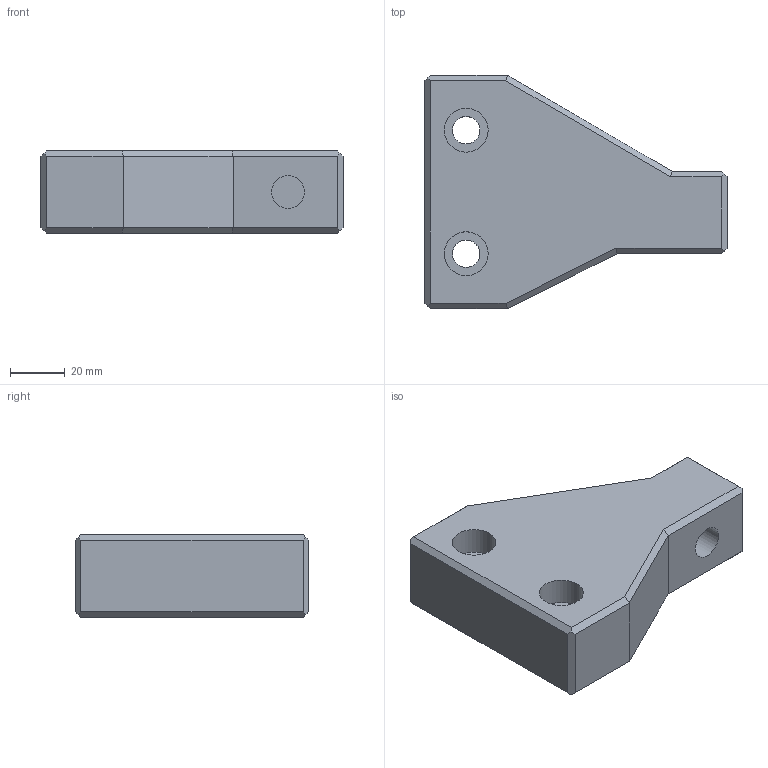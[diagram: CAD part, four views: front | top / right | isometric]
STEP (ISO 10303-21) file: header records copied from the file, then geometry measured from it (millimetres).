
FILE_DESCRIPTION(('FreeCAD Model'),'2;1');
FILE_NAME( 'supportrightStep.step', '2020-02-12T10:57:23',('Author'),(''), 'Open CASCADE STEP processor 7.3','FreeCAD','Unknown');
FILE_SCHEMA(('AUTOMOTIVE_DESIGN { 1 0 10303 214 1 1 1 1 }'));
Length unit declared in the file: millimetre
Products named in the file (1): Chamfer003
Bounding box: 110 x 85 x 30 mm (x, y, z)
Volume: 180421 mm3; surface area: 25201.2 mm2
Topology: 1 solids, 1 shells, 38 faces, 91 edges, 58 vertices
Faces by surface type: plane 33, cylinder 5
Full cylindrical faces by diameter (mm): 10 x2, 12 x1, 16 x2
Entity records: 2296 total; most frequent: CARTESIAN_POINT 376, DIRECTION 360, LINE 253, VECTOR 253, ORIENTED_EDGE 182, PCURVE 182, DEFINITIONAL_REPRESENTATION 182, EDGE_CURVE 91
